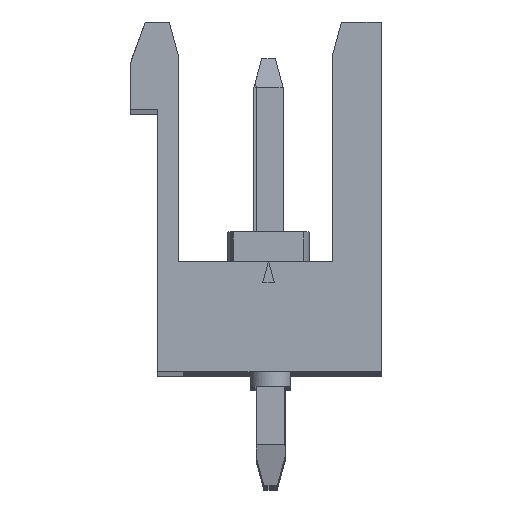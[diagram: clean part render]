
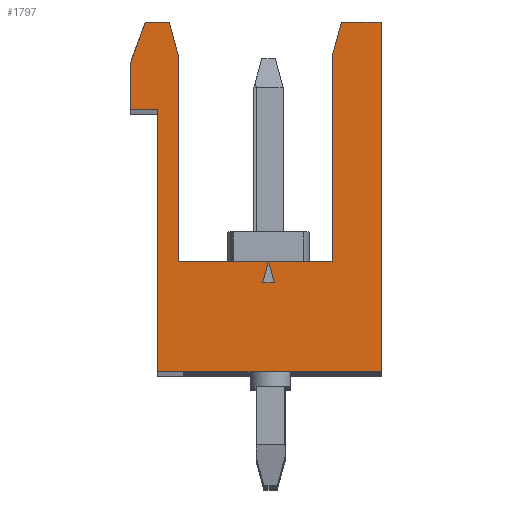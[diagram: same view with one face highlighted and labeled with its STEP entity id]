
A CAD part, top view. The second image highlights one B-rep face of the part: STEP entity #1797.
In plain terms, the highlighted planar face has unit normal (0, 0, 1).
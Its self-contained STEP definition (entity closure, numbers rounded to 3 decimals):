
#1797=ADVANCED_FACE('',(#5314,#5315),#5316,.T.);
#5314=FACE_OUTER_BOUND('',#10658,.T.);
#5315=FACE_BOUND('',#10659,.T.);
#5316=PLANE('',#10660);
#10658=EDGE_LOOP('',(#16067,#16068,#16069,#16070,#16071,#16072,#16073,#16074,#16075,#16076,#16077,#16078,#16079));
#10659=EDGE_LOOP('',(#16080,#16081,#16082));
#10660=AXIS2_PLACEMENT_3D('',#16083,#16084,#16085);
#16067=ORIENTED_EDGE('',*,*,#30687,.F.);
#16068=ORIENTED_EDGE('',*,*,#30688,.F.);
#16069=ORIENTED_EDGE('',*,*,#30636,.F.);
#16070=ORIENTED_EDGE('',*,*,#30689,.F.);
#16071=ORIENTED_EDGE('',*,*,#30690,.F.);
#16072=ORIENTED_EDGE('',*,*,#30691,.F.);
#16073=ORIENTED_EDGE('',*,*,#30692,.F.);
#16074=ORIENTED_EDGE('',*,*,#30693,.F.);
#16075=ORIENTED_EDGE('',*,*,#30694,.F.);
#16076=ORIENTED_EDGE('',*,*,#30695,.T.);
#16077=ORIENTED_EDGE('',*,*,#30696,.F.);
#16078=ORIENTED_EDGE('',*,*,#30697,.T.);
#16079=ORIENTED_EDGE('',*,*,#30631,.F.);
#16080=ORIENTED_EDGE('',*,*,#30698,.F.);
#16081=ORIENTED_EDGE('',*,*,#30699,.F.);
#16082=ORIENTED_EDGE('',*,*,#30700,.F.);
#16083=CARTESIAN_POINT('',(-1.537,5.767,0.0));
#16084=DIRECTION('',(0.0,-0.0,1.0));
#16085=DIRECTION('',(0.,1.0,0.0));
#30631=EDGE_CURVE('',#36233,#36234,#36235,.T.);
#30636=EDGE_CURVE('',#36242,#36243,#36244,.T.);
#30687=EDGE_CURVE('',#36331,#36233,#36332,.T.);
#30688=EDGE_CURVE('',#36243,#36331,#36333,.T.);
#30689=EDGE_CURVE('',#36334,#36242,#36335,.T.);
#30690=EDGE_CURVE('',#36336,#36334,#36337,.T.);
#30691=EDGE_CURVE('',#36338,#36336,#36339,.T.);
#30692=EDGE_CURVE('',#36340,#36338,#36341,.T.);
#30693=EDGE_CURVE('',#36342,#36340,#36343,.T.);
#30694=EDGE_CURVE('',#36344,#36342,#36345,.T.);
#30695=EDGE_CURVE('',#36344,#36346,#36347,.T.);
#30696=EDGE_CURVE('',#36348,#36346,#36349,.T.);
#30697=EDGE_CURVE('',#36348,#36234,#36350,.T.);
#30698=EDGE_CURVE('',#36351,#36352,#36353,.T.);
#30699=EDGE_CURVE('',#36354,#36351,#36355,.T.);
#30700=EDGE_CURVE('',#36352,#36354,#36356,.T.);
#36233=VERTEX_POINT('',#44052);
#36234=VERTEX_POINT('',#44053);
#36235=LINE('',#44054,#44055);
#36242=VERTEX_POINT('',#44065);
#36243=VERTEX_POINT('',#44066);
#36244=LINE('',#44067,#44068);
#36331=VERTEX_POINT('',#44190);
#36332=LINE('',#44191,#44192);
#36333=LINE('',#44193,#44194);
#36334=VERTEX_POINT('',#44195);
#36335=LINE('',#44196,#44197);
#36336=VERTEX_POINT('',#44198);
#36337=LINE('',#44199,#44200);
#36338=VERTEX_POINT('',#44201);
#36339=LINE('',#44202,#44203);
#36340=VERTEX_POINT('',#44204);
#36341=LINE('',#44205,#44206);
#36342=VERTEX_POINT('',#44207);
#36343=LINE('',#44208,#44209);
#36344=VERTEX_POINT('',#44210);
#36345=LINE('',#44211,#44212);
#36346=VERTEX_POINT('',#44213);
#36347=LINE('',#44214,#44215);
#36348=VERTEX_POINT('',#44216);
#36349=LINE('',#44217,#44218);
#36350=LINE('',#44219,#44220);
#36351=VERTEX_POINT('',#44221);
#36352=VERTEX_POINT('',#44222);
#36353=LINE('',#44223,#44224);
#36354=VERTEX_POINT('',#44225);
#36355=LINE('',#44226,#44227);
#36356=LINE('',#44228,#44229);
#44052=CARTESIAN_POINT('',(-1.67,3.8,0.0));
#44053=CARTESIAN_POINT('',(-1.67,10.88,0.0));
#44054=CARTESIAN_POINT('',(-1.67,-36.627,0.0));
#44055=VECTOR('',#55217,1.0);
#44065=CARTESIAN_POINT('',(-7.275,12.0,0.0));
#44066=CARTESIAN_POINT('',(-6.963,10.837,0.0));
#44067=CARTESIAN_POINT('',(5.754,-36.627,0.0));
#44068=VECTOR('',#55221,1.0);
#44190=CARTESIAN_POINT('',(-6.963,3.8,0.0));
#44191=CARTESIAN_POINT('',(37.773,3.8,0.0));
#44192=VECTOR('',#55269,1.0);
#44193=CARTESIAN_POINT('',(-6.963,-36.627,0.0));
#44194=VECTOR('',#55270,1.0);
#44195=CARTESIAN_POINT('',(-8.1,12.0,0.0));
#44196=CARTESIAN_POINT('',(37.773,12.0,0.0));
#44197=VECTOR('',#55271,1.0);
#44198=CARTESIAN_POINT('',(-8.6,10.626,0.0));
#44199=CARTESIAN_POINT('',(-25.799,-36.627,0.0));
#44200=VECTOR('',#55272,1.0);
#44201=CARTESIAN_POINT('',(-8.6,9.0,0.0));
#44202=CARTESIAN_POINT('',(-8.6,-36.627,0.0));
#44203=VECTOR('',#55273,1.0);
#44204=CARTESIAN_POINT('',(-7.67,9.0,0.0));
#44205=CARTESIAN_POINT('',(37.773,9.0,0.0));
#44206=VECTOR('',#55274,1.0);
#44207=CARTESIAN_POINT('',(-7.67,0.0,0.0));
#44208=CARTESIAN_POINT('',(-7.67,-36.627,0.0));
#44209=VECTOR('',#55275,1.0);
#44210=CARTESIAN_POINT('',(0.0,0.0,0.0));
#44211=CARTESIAN_POINT('',(37.773,0.0,0.0));
#44212=VECTOR('',#55276,1.0);
#44213=CARTESIAN_POINT('',(0.0,12.0,0.0));
#44214=CARTESIAN_POINT('',(0.0,-36.627,0.0));
#44215=VECTOR('',#55277,1.0);
#44216=CARTESIAN_POINT('',(-1.37,12.0,0.0));
#44217=CARTESIAN_POINT('',(37.773,12.0,0.0));
#44218=VECTOR('',#55278,1.0);
#44219=CARTESIAN_POINT('',(-14.399,-36.627,0.0));
#44220=VECTOR('',#55279,1.0);
#44221=CARTESIAN_POINT('',(-4.071,3.05,0.0));
#44222=CARTESIAN_POINT('',(-3.669,3.05,0.0));
#44223=CARTESIAN_POINT('',(37.773,3.05,0.0));
#44224=VECTOR('',#55280,1.0);
#44225=CARTESIAN_POINT('',(-3.87,3.8,0.0));
#44226=CARTESIAN_POINT('',(-14.702,-36.627,0.0));
#44227=VECTOR('',#55281,1.0);
#44228=CARTESIAN_POINT('',(6.962,-36.627,0.0));
#44229=VECTOR('',#55282,1.0);
#55217=DIRECTION('',(0.,1.0,0.0));
#55221=DIRECTION('',(0.259,-0.966,0.0));
#55269=DIRECTION('',(1.0,0.,0.0));
#55270=DIRECTION('',(0.,-1.0,0.0));
#55271=DIRECTION('',(1.0,0.,0.0));
#55272=DIRECTION('',(0.342,0.94,0.0));
#55273=DIRECTION('',(0.,1.0,0.0));
#55274=DIRECTION('',(-1.0,0.,0.0));
#55275=DIRECTION('',(0.,1.0,0.0));
#55276=DIRECTION('',(-1.0,0.,0.0));
#55277=DIRECTION('',(0.,1.0,0.0));
#55278=DIRECTION('',(1.0,0.,0.0));
#55279=DIRECTION('',(-0.259,-0.966,0.0));
#55280=DIRECTION('',(1.0,0.,0.0));
#55281=DIRECTION('',(-0.259,-0.966,0.0));
#55282=DIRECTION('',(-0.259,0.966,0.0));
